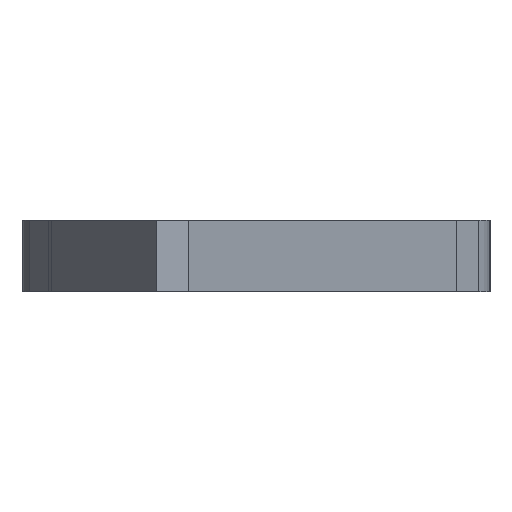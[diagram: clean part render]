
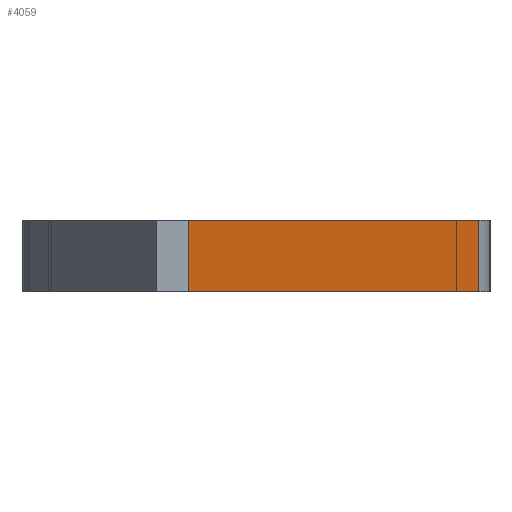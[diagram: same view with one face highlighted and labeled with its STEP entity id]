
A CAD part, front view. The second image highlights one B-rep face of the part: STEP entity #4059.
In plain terms, the highlighted planar face has unit normal (0.841, -0.54, 0).
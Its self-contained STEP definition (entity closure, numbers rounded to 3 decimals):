
#303 = CARTESIAN_POINT ( 'NONE',  ( -2.538, -1448.647, -8. ) ) ;
#469 = DIRECTION ( 'NONE',  ( 0., 0., 1. ) ) ;
#632 = EDGE_CURVE ( 'NONE', #3834, #1067, #7107, .T. ) ;
#1067 = VERTEX_POINT ( 'NONE', #3790 ) ;
#1501 = CARTESIAN_POINT ( 'NONE',  ( -2.538, -1448.647, -8. ) ) ;
#2993 = DIRECTION ( 'NONE',  ( -0.841, 0.54, 0. ) ) ;
#3124 = EDGE_CURVE ( 'NONE', #1067, #13583, #5585, .T. ) ;
#3591 = VECTOR ( 'NONE', #469, 1000. ) ;
#3790 = CARTESIAN_POINT ( 'NONE',  ( -2.538, -1448.647, 8. ) ) ;
#3834 = VERTEX_POINT ( 'NONE', #4046 ) ;
#3872 = DIRECTION ( 'NONE',  ( -0.54, -0.841, 0. ) ) ;
#3986 = CARTESIAN_POINT ( 'NONE',  ( -98.366, -1597.838, -8. ) ) ;
#4046 = CARTESIAN_POINT ( 'NONE',  ( -2.538, -1448.647, -8. ) ) ;
#4059 = ADVANCED_FACE ( 'NONE', ( #10061 ), #7695, .F. ) ;
#4365 = LINE ( 'NONE', #13927, #10334 ) ;
#4739 = ORIENTED_EDGE ( 'NONE', *, *, #3124, .T. ) ;
#4873 = CARTESIAN_POINT ( 'NONE',  ( -98.366, -1597.838, 8. ) ) ;
#5585 = LINE ( 'NONE', #12319, #5955 ) ;
#5955 = VECTOR ( 'NONE', #11106, 1000. ) ;
#6624 = ORIENTED_EDGE ( 'NONE', *, *, #12095, .F. ) ;
#7107 = LINE ( 'NONE', #1501, #3591 ) ;
#7477 = EDGE_CURVE ( 'NONE', #13740, #13583, #4365, .T. ) ;
#7695 = PLANE ( 'NONE',  #9488 ) ;
#8601 = EDGE_LOOP ( 'NONE', ( #13939, #4739, #13838, #6624 ) ) ;
#9488 = AXIS2_PLACEMENT_3D ( 'NONE', #10106, #2993, #11296 ) ;
#10061 = FACE_OUTER_BOUND ( 'NONE', #8601, .T. ) ;
#10106 = CARTESIAN_POINT ( 'NONE',  ( -2.538, -1448.647, -8. ) ) ;
#10334 = VECTOR ( 'NONE', #15095, 1000. ) ;
#11106 = DIRECTION ( 'NONE',  ( -0.54, -0.841, 0. ) ) ;
#11296 = DIRECTION ( 'NONE',  ( 0.54, 0.841, 0. ) ) ;
#11351 = VECTOR ( 'NONE', #3872, 1000. ) ;
#12095 = EDGE_CURVE ( 'NONE', #3834, #13740, #14468, .T. ) ;
#12319 = CARTESIAN_POINT ( 'NONE',  ( -2.538, -1448.647, 8. ) ) ;
#13583 = VERTEX_POINT ( 'NONE', #4873 ) ;
#13740 = VERTEX_POINT ( 'NONE', #3986 ) ;
#13838 = ORIENTED_EDGE ( 'NONE', *, *, #7477, .F. ) ;
#13927 = CARTESIAN_POINT ( 'NONE',  ( -98.366, -1597.838, -8. ) ) ;
#13939 = ORIENTED_EDGE ( 'NONE', *, *, #632, .T. ) ;
#14468 = LINE ( 'NONE', #303, #11351 ) ;
#15095 = DIRECTION ( 'NONE',  ( 0., 0., 1. ) ) ;
